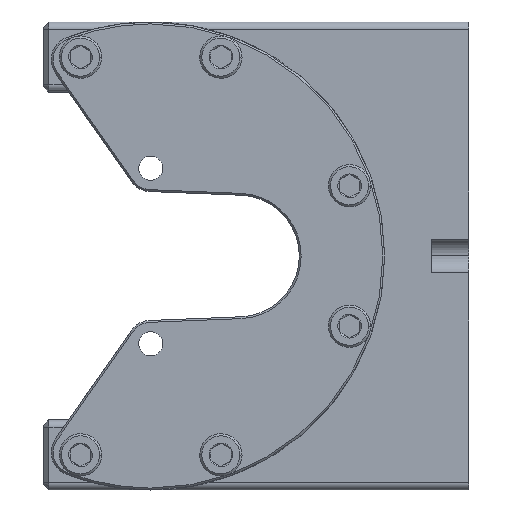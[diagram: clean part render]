
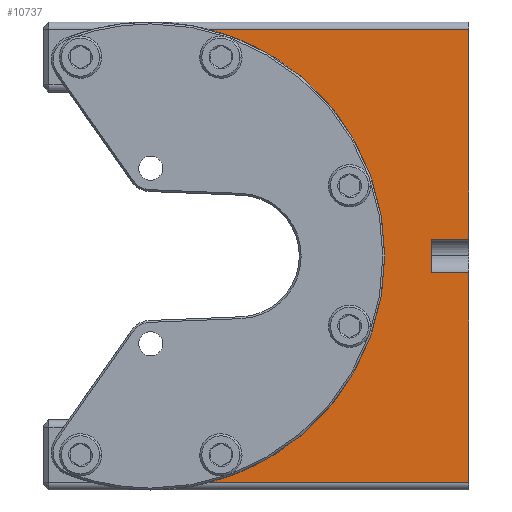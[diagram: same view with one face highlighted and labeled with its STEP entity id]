
A CAD part, left-side view. The second image highlights one B-rep face of the part: STEP entity #10737.
In plain terms, the highlighted planar face has unit normal (-1, 0, 0).
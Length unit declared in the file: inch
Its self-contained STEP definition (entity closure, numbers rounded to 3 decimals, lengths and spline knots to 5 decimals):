
#94 = VERTEX_POINT ( 'NONE', #4795 ) ;
#324 = VERTEX_POINT ( 'NONE', #7982 ) ;
#422 = CARTESIAN_POINT ( 'NONE',  ( -0.09112, 0.43713, 3.00478 ) ) ;
#584 = VECTOR ( 'NONE', #1690, 39.37008 ) ;
#682 = CARTESIAN_POINT ( 'NONE',  ( -0.09112, 0.26213, 1.70478 ) ) ;
#708 = CARTESIAN_POINT ( 'NONE',  ( -0.09112, 1.44844, 3.00478 ) ) ;
#723 = CARTESIAN_POINT ( 'NONE',  ( -0.09112, 0.06213, 3.04478 ) ) ;
#933 = CIRCLE ( 'NONE', #19271, 1.25 ) ;
#1118 = VERTEX_POINT ( 'NONE', #708 ) ;
#1147 = ORIENTED_EDGE ( 'NONE', *, *, #1968, .T. ) ;
#1610 = ORIENTED_EDGE ( 'NONE', *, *, #14167, .T. ) ;
#1690 = DIRECTION ( 'NONE',  ( 0., 0., 1. ) ) ;
#1725 = EDGE_LOOP ( 'NONE', ( #2346, #1610, #4406, #15995, #18464, #16655, #16941, #1147 ) ) ;
#1968 = EDGE_CURVE ( 'NONE', #94, #1118, #7849, .T. ) ;
#2266 = CARTESIAN_POINT ( 'NONE',  ( -0.09112, 1.76213, 1.79478 ) ) ;
#2346 = ORIENTED_EDGE ( 'NONE', *, *, #13421, .F. ) ;
#2763 = CARTESIAN_POINT ( 'NONE',  ( -0.09112, 0.06213, 0.58478 ) ) ;
#2959 = VERTEX_POINT ( 'NONE', #3032 ) ;
#3032 = CARTESIAN_POINT ( 'NONE',  ( -0.09112, 0.06213, 1.70478 ) ) ;
#3110 = VECTOR ( 'NONE', #3705, 39.37008 ) ;
#3339 = DIRECTION ( 'NONE',  ( 0., -1., 0. ) ) ;
#3351 = VERTEX_POINT ( 'NONE', #7279 ) ;
#3437 = VECTOR ( 'NONE', #13805, 39.37008 ) ;
#3465 = FACE_OUTER_BOUND ( 'NONE', #1725, .T. ) ;
#3628 = LINE ( 'NONE', #18413, #7729 ) ;
#3705 = DIRECTION ( 'NONE',  ( 0., 0., -1. ) ) ;
#3904 = CARTESIAN_POINT ( 'NONE',  ( -0.09112, 0.43713, 0.58478 ) ) ;
#4050 = DIRECTION ( 'NONE',  ( 0., 0., 1. ) ) ;
#4406 = ORIENTED_EDGE ( 'NONE', *, *, #17422, .T. ) ;
#4795 = CARTESIAN_POINT ( 'NONE',  ( -0.09112, 0.06213, 3.00478 ) ) ;
#5088 = DIRECTION ( 'NONE',  ( 0., 0., 1. ) ) ;
#5970 = VECTOR ( 'NONE', #7991, 39.37008 ) ;
#7094 = AXIS2_PLACEMENT_3D ( 'NONE', #9429, #19025, #17142 ) ;
#7279 = CARTESIAN_POINT ( 'NONE',  ( -0.09112, 0.26213, 1.70478 ) ) ;
#7489 = VECTOR ( 'NONE', #4050, 39.37008 ) ;
#7531 = EDGE_CURVE ( 'NONE', #324, #94, #18229, .T. ) ;
#7729 = VECTOR ( 'NONE', #3339, 39.37008 ) ;
#7849 = LINE ( 'NONE', #422, #3437 ) ;
#7982 = CARTESIAN_POINT ( 'NONE',  ( -0.09112, 0.06213, 1.88478 ) ) ;
#7991 = DIRECTION ( 'NONE',  ( 0., -1., 0. ) ) ;
#8194 = DIRECTION ( 'NONE',  ( 0., -1., 0. ) ) ;
#8653 = VERTEX_POINT ( 'NONE', #14284 ) ;
#9429 = CARTESIAN_POINT ( 'NONE',  ( -0.09112, 0.43713, 3.04478 ) ) ;
#9913 = VECTOR ( 'NONE', #8194, 39.37008 ) ;
#10737 = ADVANCED_FACE ( 'NONE', ( #3465 ), #13731, .F. ) ;
#11077 = LINE ( 'NONE', #723, #7489 ) ;
#11230 = LINE ( 'NONE', #3904, #9913 ) ;
#11698 = EDGE_CURVE ( 'NONE', #8653, #324, #3628, .T. ) ;
#13421 = EDGE_CURVE ( 'NONE', #18346, #1118, #933, .T. ) ;
#13731 = PLANE ( 'NONE',  #7094 ) ;
#13805 = DIRECTION ( 'NONE',  ( 0., 1., 0. ) ) ;
#13868 = LINE ( 'NONE', #15641, #3110 ) ;
#14167 = EDGE_CURVE ( 'NONE', #18346, #15406, #11230, .T. ) ;
#14284 = CARTESIAN_POINT ( 'NONE',  ( -0.09112, 0.26213, 1.88478 ) ) ;
#15016 = CARTESIAN_POINT ( 'NONE',  ( -0.09112, 0.06213, 3.04478 ) ) ;
#15406 = VERTEX_POINT ( 'NONE', #2763 ) ;
#15641 = CARTESIAN_POINT ( 'NONE',  ( -0.09112, 0.26213, 1.88478 ) ) ;
#15658 = CARTESIAN_POINT ( 'NONE',  ( -0.09112, 1.44844, 0.58478 ) ) ;
#15734 = LINE ( 'NONE', #682, #5970 ) ;
#15828 = EDGE_CURVE ( 'NONE', #3351, #2959, #15734, .T. ) ;
#15995 = ORIENTED_EDGE ( 'NONE', *, *, #15828, .F. ) ;
#16655 = ORIENTED_EDGE ( 'NONE', *, *, #11698, .T. ) ;
#16941 = ORIENTED_EDGE ( 'NONE', *, *, #7531, .T. ) ;
#17142 = DIRECTION ( 'NONE',  ( 0., 0., -1. ) ) ;
#17422 = EDGE_CURVE ( 'NONE', #15406, #2959, #11077, .T. ) ;
#18229 = LINE ( 'NONE', #15016, #584 ) ;
#18346 = VERTEX_POINT ( 'NONE', #15658 ) ;
#18409 = DIRECTION ( 'NONE',  ( -1., 0., 0. ) ) ;
#18413 = CARTESIAN_POINT ( 'NONE',  ( -0.09112, 0.26213, 1.88478 ) ) ;
#18464 = ORIENTED_EDGE ( 'NONE', *, *, #18637, .F. ) ;
#18637 = EDGE_CURVE ( 'NONE', #8653, #3351, #13868, .T. ) ;
#19025 = DIRECTION ( 'NONE',  ( 1., 0., 0. ) ) ;
#19271 = AXIS2_PLACEMENT_3D ( 'NONE', #2266, #18409, #5088 ) ;
